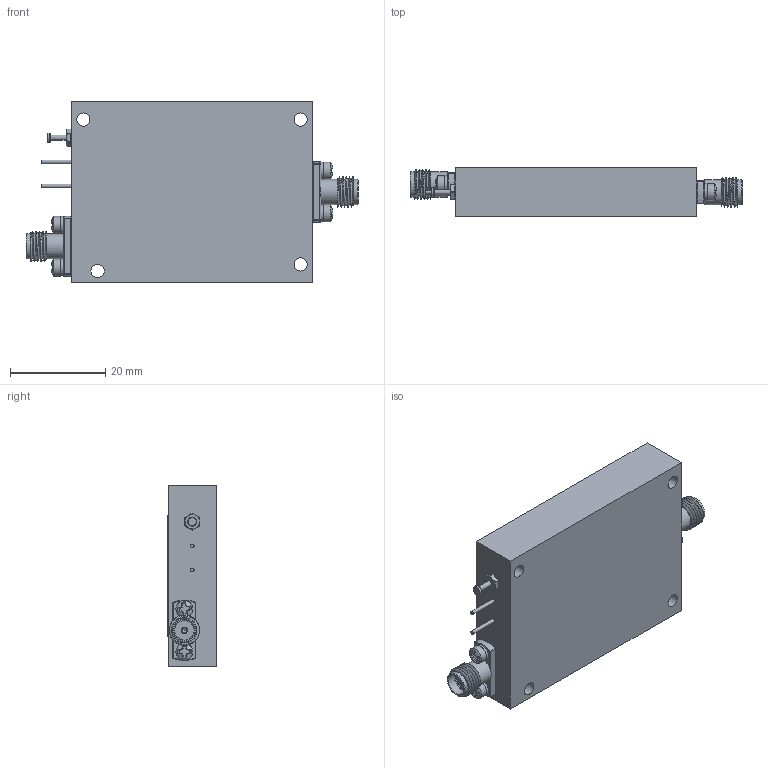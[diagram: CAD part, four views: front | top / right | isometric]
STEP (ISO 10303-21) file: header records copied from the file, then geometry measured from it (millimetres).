
FILE_DESCRIPTION (( 'STEP AP214' ), '1' );
FILE_NAME ('DLVA-8G10G-75-50-SFF.STEP', '2025-01-20T21:36:20', ( '' ), ( '' ), 'SwSTEP 2.0', 'SolidWorks 2024', '' );
FILE_SCHEMA (( 'AUTOMOTIVE_DESIGN' ));
Length unit declared in the file: inch
Products named in the file (1): DLVA-8G10G-75-50-SFF
Bounding box: 69.85 x 10.26 x 38.1 mm (x, y, z)
Volume: 20175.4 mm3; surface area: 9924.9 mm2
Topology: 22 solids, 22 shells, 591 faces, 2545 edges, 2177 vertices
Faces by surface type: plane 349, cylinder 95, torus 56, sphere 44, cone 31, bspline 16
Full cylindrical faces by diameter (mm): 0.305 x4, 0.559 x2, 0.762 x2, 1.016 x2, 1.067 x1, 1.27 x2, 1.93 x1, 2.184 x5, 2.591 x4, 2.794 x4, 3.302 x2, 3.556 x4, 4.191 x4, 4.597 x2, 5.283 x4
Entity records: 41881 total; most frequent: CARTESIAN_POINT 13781, ORIENTED_EDGE 4820, DIRECTION 3303, EDGE_CURVE 2410, VERTEX_POINT 2164, VECTOR 1297, LINE 1297, AXIS2_PLACEMENT_3D 1003
